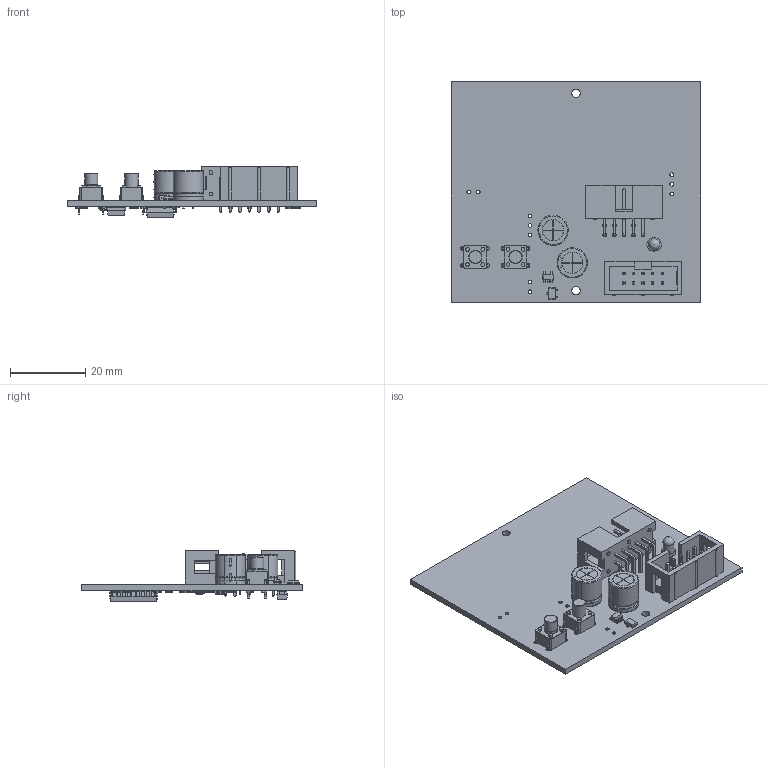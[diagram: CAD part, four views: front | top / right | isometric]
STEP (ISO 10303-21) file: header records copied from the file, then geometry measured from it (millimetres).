
FILE_DESCRIPTION(('FreeCAD Model'),'2;1');
FILE_NAME('base-board.stp','2019-01-24T11:00:23',('Author'),(''), 'Open CASCADE STEP processor 7.3','FreeCAD','Unknown');
FILE_SCHEMA(('AUTOMOTIVE_DESIGN { 1 0 10303 214 1 1 1 1 }'));
Length unit declared in the file: millimetre
Products named in the file (36): CC_SSD_02; Board_Geoms; Pcb; Open CASCADE STEP translator 7.3 1.1.1.1; PCB_Sketch; Step_Models; Top; C8_CP_Radial_D80mm_P250mm_58AA0B78; C9_CP_Radial_D80mm_P250mm_58AA0C20; D2_LED_D3.0mm_58AA0C6A; P3_IDC_Header_2x05_P254mm_Horizontal_58AA0D41; SW1_SW_PUSH_6mm_58AA0EDA; SW1_SW_PUSH_6mm_h7.3mm_58AA0EDA[2]; SW2_SW_PUSH_6mm_h7.3mm_58AA0EF8; U1_SOT_23W_58AA0F0C; U2_SOT_23_5_58AA0F20; P2_IDC_Header_2x05_P254mm_Vertical_5BACADFA; Bot; D1_D_SMA_58AA0C57; IC1_SOIC_20W_75x128mm_P127mm_58AA0C92; Q1_SOT_23W_58AA0DC8; Q2_SOT_23W_58AA0DDC; R1_R_0805_2012Metric_58AA0DEC; R2_R_0805_2012Metric_58AA0DFC; R3_R_0805_2012Metric_58AA0E0C; R4_R_0805_2012Metric_58AA0E1C; R5_R_0805_2012Metric_58AA0E2C; R6_R_0805_2012Metric_58AA0E3C; R7_R_0805_2012Metric_58AA0E4C; R8_R_0805_2012Metric_58AA0E5C; R9_R_0805_2012Metric_58AA0E6C; R10_R_0805_2012Metric_58AA0E7C; R11_R_0805_2012Metric_58AA0E8C; R12_R_0805_2012Metric_58AA0E9C; R13_R_0805_2012Metric_58AA0EAC; R14_R_0805_2012Metric_58AA0EBC
Assembly tree (35 placements, depth 4):
  CC_SSD_02
    Board_Geoms
      Pcb
        Open CASCADE STEP translator 7.3 1.1.1.1
      PCB_Sketch
    Step_Models
      Top
        C8_CP_Radial_D80mm_P250mm_58AA0B78
        C9_CP_Radial_D80mm_P250mm_58AA0C20
        D2_LED_D3.0mm_58AA0C6A
        P3_IDC_Header_2x05_P254mm_Horizontal_58AA0D41
        SW1_SW_PUSH_6mm_58AA0EDA
        SW1_SW_PUSH_6mm_h7.3mm_58AA0EDA[2]
        SW2_SW_PUSH_6mm_h7.3mm_58AA0EF8
        U1_SOT_23W_58AA0F0C
        U2_SOT_23_5_58AA0F20
        P2_IDC_Header_2x05_P254mm_Vertical_5BACADFA
      Bot
        D1_D_SMA_58AA0C57
        IC1_SOIC_20W_75x128mm_P127mm_58AA0C92
        Q1_SOT_23W_58AA0DC8
        Q2_SOT_23W_58AA0DDC
        R1_R_0805_2012Metric_58AA0DEC
        R2_R_0805_2012Metric_58AA0DFC
        R3_R_0805_2012Metric_58AA0E0C
        R4_R_0805_2012Metric_58AA0E1C
        R5_R_0805_2012Metric_58AA0E2C
        R6_R_0805_2012Metric_58AA0E3C
        R7_R_0805_2012Metric_58AA0E4C
        R8_R_0805_2012Metric_58AA0E5C
        R9_R_0805_2012Metric_58AA0E6C
        R10_R_0805_2012Metric_58AA0E7C
        R11_R_0805_2012Metric_58AA0E8C
        R12_R_0805_2012Metric_58AA0E9C
        R13_R_0805_2012Metric_58AA0EAC
        R14_R_0805_2012Metric_58AA0EBC
Bounding box: 66.04 x 58.42 x 13.45 mm (x, y, z)
Volume: 9326.8 mm3; surface area: 13264.8 mm2
Topology: 29 solids, 31 shells, 2052 faces, 5235 edges, 3317 vertices
Faces by surface type: plane 1370, cylinder 482, bspline 180, revolution 12, torus 7, sphere 1
Full cylindrical faces by diameter (mm): 0.5 x4, 0.6 x1, 0.8 x4, 0.9 x2, 1 x44, 1.016 x10, 1.1 x8, 2.2 x2, 3 x1, 3.5 x3
Entity records: 77309 total; most frequent: CARTESIAN_POINT 13186, ORIENTED_EDGE 10464, DIRECTION 9807, EDGE_CURVE 5232, LINE 3973, VECTOR 3973, VERTEX_POINT 3310, AXIS2_PLACEMENT_3D 2911
